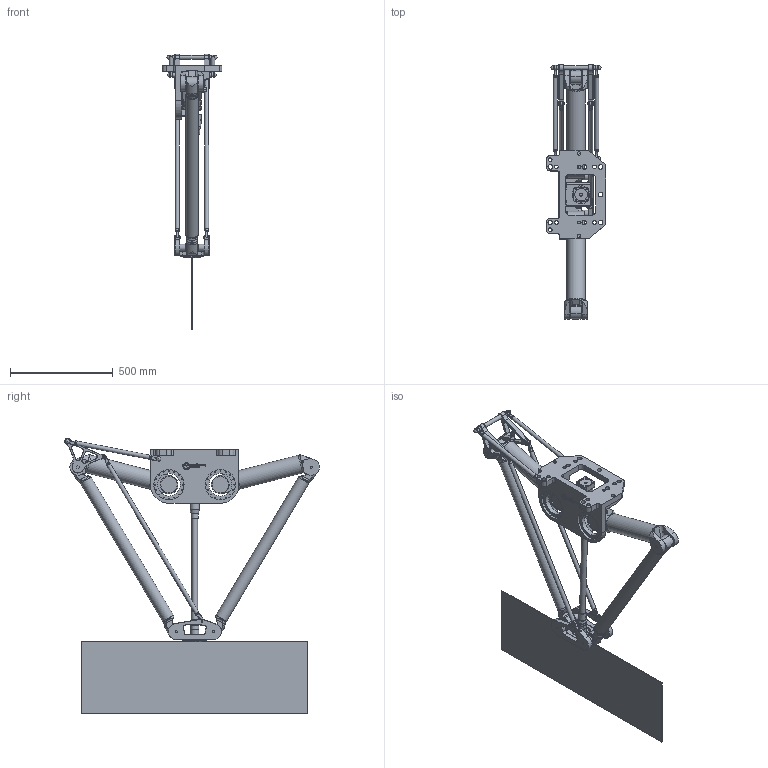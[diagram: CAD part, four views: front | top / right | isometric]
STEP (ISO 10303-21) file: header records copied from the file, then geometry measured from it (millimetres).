
FILE_DESCRIPTION(/* description */ (''),/* implementation_level */ '2;1');
FILE_NAME(/* name */ '3D-model_A_00907-WG.stp',/* time_stamp */ '2023-01-25T13:35:45+01:00',/* author */ ('enrico.reif'),/* organization */ (''),/* preprocessor_version */ 'ST-DEVELOPER v16.5',/* originating_system */ 'Autodesk Inventor 2017',/* authorisation */ '');
FILE_SCHEMA (('AUTOMOTIVE_DESIGN { 1 0 10303 214 3 1 1 }'));
Length unit declared in the file: millimetre
Products named in the file (16): 3D-model_A_00907; MT_BGR00021224; MT_WST00066933; MT_WST00055534; MT_WST00066935; MT_WST00061011; MT_WST00061012; MT_WST00061013; MT_WST00065727; MT_WST00066934; MT_WST00061015; MT_WST00061014; MT_WST00060925; MT_WST00063605; MT_WST00066903; MT_WST00068734
Assembly tree (18 placements, depth 3):
  3D-model_A_00907
    MT_BGR00021224
      MT_WST00066933
      MT_WST00055534
      MT_WST00066935
    MT_WST00061013  x2
    MT_WST00061011
    MT_WST00061012
    MT_WST00065727
    MT_WST00066934
    MT_WST00061015  x2
    MT_WST00061014  x2
    MT_WST00060925
    MT_WST00063605
    MT_WST00066903
    MT_WST00068734
Bounding box: 290 x 1237.5 x 1337.47 mm (x, y, z)
Volume: 21341185.2 mm3; surface area: 2721118.9 mm2
Topology: 19 solids, 20 shells, 1818 faces, 4370 edges, 2791 vertices
Faces by surface type: plane 901, cylinder 589, cone 268, bspline 28, torus 24, sphere 8
Full cylindrical faces by diameter (mm): 4.134 x32, 4.35 x8, 4.917 x20, 6 x9, 8 x4, 10 x36, 10.106 x1, 12 x5, 14 x1, 15 x4, 17.294 x8, 18 x16, 19.8 x8, 20 x24, 22 x7, 25 x2, 28 x1, 32 x13, 33 x1, 35 x1, 40 x9, 45 x1, 46 x1, 59.8 x4, 60 x6, 61 x1, 62 x1, 64 x2, 68 x1, 70.5 x1
Entity records: 49968 total; most frequent: CARTESIAN_POINT 12702, DIRECTION 7811, ORIENTED_EDGE 6888, EDGE_CURVE 3442, AXIS2_PLACEMENT_3D 2906, VERTEX_POINT 2355, EDGE_LOOP 2140, LINE 1999
